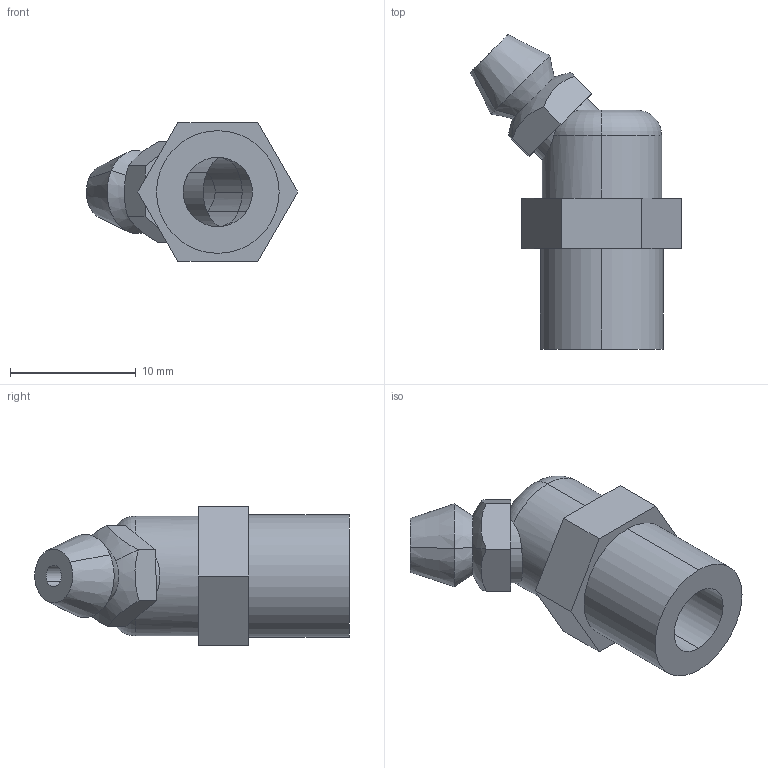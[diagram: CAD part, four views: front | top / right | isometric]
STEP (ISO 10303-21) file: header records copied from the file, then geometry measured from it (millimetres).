
FILE_DESCRIPTION (( 'STEP AP203' ), '1' );
FILE_NAME ('B-PT1_8.STEP', '2013-10-24T06:25:18', ( 'CPC' ), ( '' ), 'SwSTEP 2.0', 'SolidWorks 2010', '' );
FILE_SCHEMA (( 'CONFIG_CONTROL_DESIGN' ));
Length unit declared in the file: millimetre
Products named in the file (1): B-PT1_8
Bounding box: 16.8 x 25 x 11 mm (x, y, z)
Surface area: 1396.4 mm2 (no closed solid volume)
Topology: 0 solids, 2 shells, 39 faces, 105 edges, 68 vertices
Faces by surface type: plane 18, cylinder 12, cone 4, torus 3, sphere 2
Entity records: 1377 total; most frequent: CARTESIAN_POINT 323, DIRECTION 212, ORIENTED_EDGE 195, EDGE_CURVE 105, AXIS2_PLACEMENT_3D 83, VERTEX_POINT 68, LINE 46, VECTOR 46
